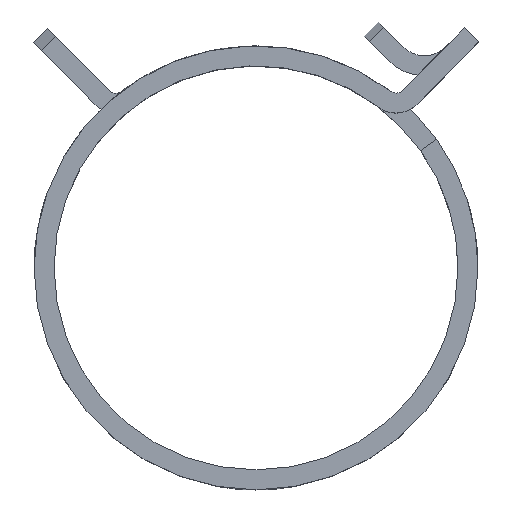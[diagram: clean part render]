
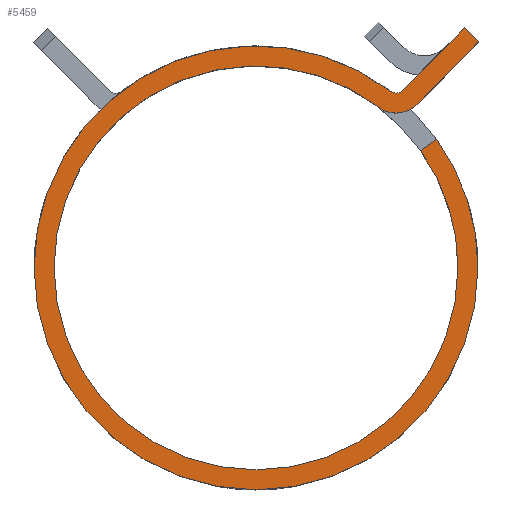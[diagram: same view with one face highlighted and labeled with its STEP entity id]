
A CAD part, top view. The second image highlights one B-rep face of the part: STEP entity #5459.
In plain terms, the highlighted planar face has unit normal (0, 0, 1).
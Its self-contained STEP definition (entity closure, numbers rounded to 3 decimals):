
#289 = CARTESIAN_POINT ( 'NONE',  ( 0., 0., 6. ) ) ;
#298 = CARTESIAN_POINT ( 'NONE',  ( 0., 0., 6. ) ) ;
#454 = ORIENTED_EDGE ( 'NONE', *, *, #4346, .F. ) ;
#551 = DIRECTION ( 'NONE',  ( 0., 0., 1. ) ) ;
#638 = CARTESIAN_POINT ( 'NONE',  ( 14.132, 18.588, 6. ) ) ;
#644 = CARTESIAN_POINT ( 'NONE',  ( 21.904, 25.236, 6. ) ) ;
#690 = CARTESIAN_POINT ( 'NONE',  ( 0., 0., 6. ) ) ;
#751 = DIRECTION ( 'NONE',  ( 0.815, 0.58, 0. ) ) ;
#877 = DIRECTION ( 'NONE',  ( 0., 0., -1. ) ) ;
#897 = CIRCLE ( 'NONE', #5686, 21.25 ) ;
#914 = ORIENTED_EDGE ( 'NONE', *, *, #3073, .T. ) ;
#1066 = LINE ( 'NONE', #1557, #1182 ) ;
#1125 = VERTEX_POINT ( 'NONE', #3886 ) ;
#1156 = VERTEX_POINT ( 'NONE', #5015 ) ;
#1180 = CARTESIAN_POINT ( 'NONE',  ( 17.313, 12.322, 6. ) ) ;
#1182 = VECTOR ( 'NONE', #4910, 1000. ) ;
#1251 = ORIENTED_EDGE ( 'NONE', *, *, #6111, .F. ) ;
#1276 = DIRECTION ( 'NONE',  ( 1., 0., 0. ) ) ;
#1284 = VECTOR ( 'NONE', #751, 1000. ) ;
#1321 = EDGE_CURVE ( 'NONE', #2783, #5679, #3732, .T. ) ;
#1374 = AXIS2_PLACEMENT_3D ( 'NONE', #2223, #877, #6035 ) ;
#1384 = AXIS2_PLACEMENT_3D ( 'NONE', #5711, #5612, #6153 ) ;
#1405 = DIRECTION ( 'NONE',  ( 0., 0., 1. ) ) ;
#1557 = CARTESIAN_POINT ( 'NONE',  ( 21.904, 25.236, 6. ) ) ;
#1645 = EDGE_LOOP ( 'NONE', ( #5637, #6161, #4215, #6012, #3003, #5662, #2386, #1251, #1781, #454, #5232, #914 ) ) ;
#1685 = CARTESIAN_POINT ( 'NONE',  ( 0., 0., 6. ) ) ;
#1715 = DIRECTION ( 'NONE',  ( 0., 0., 1. ) ) ;
#1781 = ORIENTED_EDGE ( 'NONE', *, *, #4720, .F. ) ;
#1788 = DIRECTION ( 'NONE',  ( -0.702, -0.713, 0. ) ) ;
#1836 = VERTEX_POINT ( 'NONE', #3032 ) ;
#1875 = CARTESIAN_POINT ( 'NONE',  ( 0., 0., 6. ) ) ;
#1882 = CIRCLE ( 'NONE', #3981, 21.25 ) ;
#1886 = VECTOR ( 'NONE', #1788, 1000. ) ;
#1900 = CARTESIAN_POINT ( 'NONE',  ( -23.35, 0., 6. ) ) ;
#1954 = AXIS2_PLACEMENT_3D ( 'NONE', #298, #5568, #6073 ) ;
#2085 = VERTEX_POINT ( 'NONE', #4014 ) ;
#2167 = CARTESIAN_POINT ( 'NONE',  ( 23.4, 23.763, 6. ) ) ;
#2180 = AXIS2_PLACEMENT_3D ( 'NONE', #1875, #551, #3412 ) ;
#2185 = CIRCLE ( 'NONE', #1384, 21.25 ) ;
#2221 = PLANE ( 'NONE',  #5405 ) ;
#2223 = CARTESIAN_POINT ( 'NONE',  ( 14.737, 19.384, 6. ) ) ;
#2386 = ORIENTED_EDGE ( 'NONE', *, *, #4746, .F. ) ;
#2515 = DIRECTION ( 'NONE',  ( 0., 0., -1. ) ) ;
#2576 = VERTEX_POINT ( 'NONE', #3126 ) ;
#2591 = EDGE_CURVE ( 'NONE', #5679, #3459, #6047, .T. ) ;
#2758 = EDGE_CURVE ( 'NONE', #3459, #2085, #3783, .T. ) ;
#2783 = VERTEX_POINT ( 'NONE', #638 ) ;
#2854 = CARTESIAN_POINT ( 'NONE',  ( 23.35, 0., 6. ) ) ;
#3002 = CARTESIAN_POINT ( 'NONE',  ( 15.45, 18.682, 6. ) ) ;
#3003 = ORIENTED_EDGE ( 'NONE', *, *, #3034, .F. ) ;
#3032 = CARTESIAN_POINT ( 'NONE',  ( 21.25, 0., 6. ) ) ;
#3034 = EDGE_CURVE ( 'NONE', #1836, #2576, #897, .T. ) ;
#3073 = EDGE_CURVE ( 'NONE', #5426, #2783, #5092, .T. ) ;
#3126 = CARTESIAN_POINT ( 'NONE',  ( 17.313, 12.322, 6. ) ) ;
#3181 = DIRECTION ( 'NONE',  ( 1., 0., 0. ) ) ;
#3265 = CARTESIAN_POINT ( 'NONE',  ( 23.4, 23.763, 6. ) ) ;
#3315 = DIRECTION ( 'NONE',  ( 1., 0., 0. ) ) ;
#3412 = DIRECTION ( 'NONE',  ( 1., 0., 0. ) ) ;
#3422 = EDGE_CURVE ( 'NONE', #3566, #5426, #5605, .T. ) ;
#3459 = VERTEX_POINT ( 'NONE', #2854 ) ;
#3479 = VERTEX_POINT ( 'NONE', #5271 ) ;
#3566 = VERTEX_POINT ( 'NONE', #644 ) ;
#3595 = VERTEX_POINT ( 'NONE', #2167 ) ;
#3732 = CIRCLE ( 'NONE', #4547, 23.35 ) ;
#3783 = CIRCLE ( 'NONE', #2180, 23.35 ) ;
#3886 = CARTESIAN_POINT ( 'NONE',  ( 12.861, 16.916, 6. ) ) ;
#3956 = DIRECTION ( 'NONE',  ( -1., 0., 0. ) ) ;
#3981 = AXIS2_PLACEMENT_3D ( 'NONE', #690, #4624, #5526 ) ;
#4014 = CARTESIAN_POINT ( 'NONE',  ( 19.024, 13.54, 6. ) ) ;
#4058 = FACE_OUTER_BOUND ( 'NONE', #1645, .T. ) ;
#4215 = ORIENTED_EDGE ( 'NONE', *, *, #2758, .T. ) ;
#4239 = LINE ( 'NONE', #3265, #4885 ) ;
#4308 = CIRCLE ( 'NONE', #5902, 3.1 ) ;
#4346 = EDGE_CURVE ( 'NONE', #3566, #3595, #1066, .T. ) ;
#4519 = EDGE_CURVE ( 'NONE', #2576, #2085, #5840, .T. ) ;
#4547 = AXIS2_PLACEMENT_3D ( 'NONE', #6069, #1405, #3315 ) ;
#4568 = EDGE_CURVE ( 'NONE', #3479, #1836, #1882, .T. ) ;
#4624 = DIRECTION ( 'NONE',  ( 0., 0., 1. ) ) ;
#4683 = DIRECTION ( 'NONE',  ( -0.702, -0.713, 0. ) ) ;
#4720 = EDGE_CURVE ( 'NONE', #3595, #1156, #4239, .T. ) ;
#4746 = EDGE_CURVE ( 'NONE', #1125, #3479, #2185, .T. ) ;
#4885 = VECTOR ( 'NONE', #4683, 1000. ) ;
#4910 = DIRECTION ( 'NONE',  ( 0.713, -0.702, 0. ) ) ;
#5015 = CARTESIAN_POINT ( 'NONE',  ( 16.946, 17.209, 6. ) ) ;
#5092 = CIRCLE ( 'NONE', #1374, 1. ) ;
#5232 = ORIENTED_EDGE ( 'NONE', *, *, #3422, .T. ) ;
#5271 = CARTESIAN_POINT ( 'NONE',  ( -21.25, 0., 6. ) ) ;
#5405 = AXIS2_PLACEMENT_3D ( 'NONE', #1685, #1715, #3181 ) ;
#5426 = VERTEX_POINT ( 'NONE', #3002 ) ;
#5459 = ADVANCED_FACE ( 'NONE', ( #4058 ), #2221, .T. ) ;
#5502 = DIRECTION ( 'NONE',  ( 0., 0., 1. ) ) ;
#5526 = DIRECTION ( 'NONE',  ( 1., 0., 0. ) ) ;
#5568 = DIRECTION ( 'NONE',  ( 0., 0., 1. ) ) ;
#5605 = LINE ( 'NONE', #6079, #1886 ) ;
#5612 = DIRECTION ( 'NONE',  ( 0., 0., 1. ) ) ;
#5637 = ORIENTED_EDGE ( 'NONE', *, *, #1321, .T. ) ;
#5662 = ORIENTED_EDGE ( 'NONE', *, *, #4568, .F. ) ;
#5679 = VERTEX_POINT ( 'NONE', #1900 ) ;
#5686 = AXIS2_PLACEMENT_3D ( 'NONE', #289, #5502, #1276 ) ;
#5711 = CARTESIAN_POINT ( 'NONE',  ( 0., 0., 6. ) ) ;
#5840 = LINE ( 'NONE', #1180, #1284 ) ;
#5859 = CARTESIAN_POINT ( 'NONE',  ( 14.737, 19.384, 6. ) ) ;
#5902 = AXIS2_PLACEMENT_3D ( 'NONE', #5859, #2515, #3956 ) ;
#6012 = ORIENTED_EDGE ( 'NONE', *, *, #4519, .F. ) ;
#6035 = DIRECTION ( 'NONE',  ( 1., 0., 0. ) ) ;
#6047 = CIRCLE ( 'NONE', #1954, 23.35 ) ;
#6069 = CARTESIAN_POINT ( 'NONE',  ( 0., 0., 6. ) ) ;
#6073 = DIRECTION ( 'NONE',  ( 1., 0., 0. ) ) ;
#6079 = CARTESIAN_POINT ( 'NONE',  ( 21.904, 25.236, 6. ) ) ;
#6111 = EDGE_CURVE ( 'NONE', #1156, #1125, #4308, .T. ) ;
#6153 = DIRECTION ( 'NONE',  ( 1., 0., 0. ) ) ;
#6161 = ORIENTED_EDGE ( 'NONE', *, *, #2591, .T. ) ;
